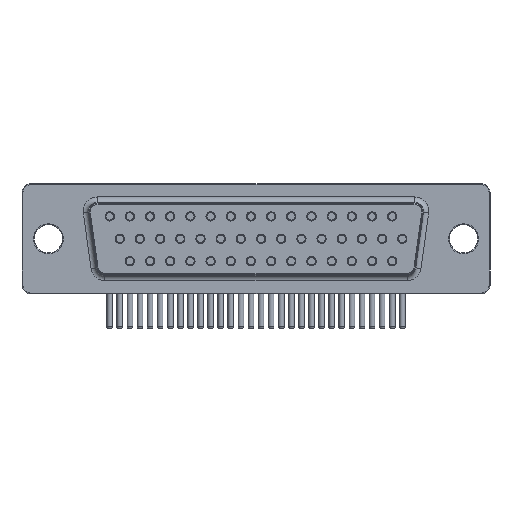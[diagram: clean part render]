
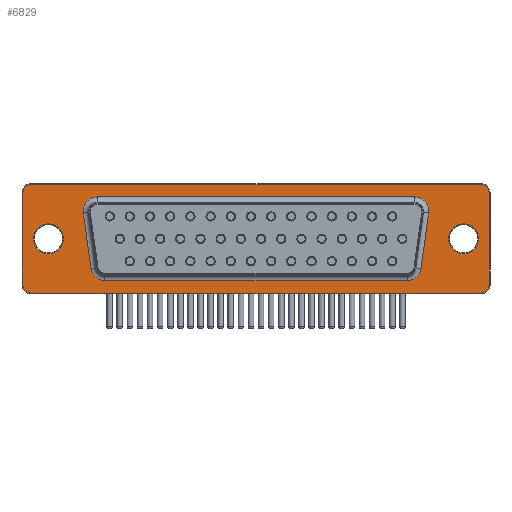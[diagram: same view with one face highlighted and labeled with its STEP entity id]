
A CAD part, front view. The second image highlights one B-rep face of the part: STEP entity #6829.
In plain terms, the highlighted planar face has unit normal (0, -1, 0).
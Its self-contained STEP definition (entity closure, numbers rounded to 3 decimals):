
#6578 = VERTEX_POINT('',#6579);
#6579 = CARTESIAN_POINT('',(-41.908,-14.78,1.));
#6586 = EDGE_CURVE('',#6578,#6587,#6589,.T.);
#6587 = VERTEX_POINT('',#6588);
#6588 = CARTESIAN_POINT('',(-41.908,-14.78,11.5));
#6589 = LINE('',#6590,#6591);
#6590 = CARTESIAN_POINT('',(-41.908,-14.78,1.));
#6591 = VECTOR('',#6592,1.);
#6592 = DIRECTION('',(0.,0.,1.));
#6613 = VERTEX_POINT('',#6614);
#6614 = CARTESIAN_POINT('',(-41.008,-14.78,12.4));
#6621 = EDGE_CURVE('',#6587,#6613,#6622,.T.);
#6622 = CIRCLE('',#6623,0.9);
#6623 = AXIS2_PLACEMENT_3D('',#6624,#6625,#6626);
#6624 = CARTESIAN_POINT('',(-41.008,-14.78,11.5));
#6625 = DIRECTION('',(0.,1.,0.));
#6626 = DIRECTION('',(-1.,0.,0.));
#6637 = VERTEX_POINT('',#6638);
#6638 = CARTESIAN_POINT('',(-41.008,-14.78,0.1));
#6647 = EDGE_CURVE('',#6637,#6578,#6648,.T.);
#6648 = CIRCLE('',#6649,0.9);
#6649 = AXIS2_PLACEMENT_3D('',#6650,#6651,#6652);
#6650 = CARTESIAN_POINT('',(-41.008,-14.78,1.));
#6651 = DIRECTION('',(0.,1.,0.));
#6652 = DIRECTION('',(0.,0.,-1.));
#6663 = EDGE_CURVE('',#6613,#6664,#6666,.T.);
#6664 = VERTEX_POINT('',#6665);
#6665 = CARTESIAN_POINT('',(10.093,-14.78,12.4));
#6666 = LINE('',#6667,#6668);
#6667 = CARTESIAN_POINT('',(-41.008,-14.78,12.4));
#6668 = VECTOR('',#6669,1.);
#6669 = DIRECTION('',(1.,0.,0.));
#6688 = VERTEX_POINT('',#6689);
#6689 = CARTESIAN_POINT('',(10.093,-14.78,0.1));
#6696 = EDGE_CURVE('',#6688,#6637,#6697,.T.);
#6697 = LINE('',#6698,#6699);
#6698 = CARTESIAN_POINT('',(10.093,-14.78,0.1));
#6699 = VECTOR('',#6700,1.);
#6700 = DIRECTION('',(-1.,0.,0.));
#6715 = VERTEX_POINT('',#6716);
#6716 = CARTESIAN_POINT('',(10.993,-14.78,11.5));
#6723 = EDGE_CURVE('',#6664,#6715,#6724,.T.);
#6724 = CIRCLE('',#6725,0.9);
#6725 = AXIS2_PLACEMENT_3D('',#6726,#6727,#6728);
#6726 = CARTESIAN_POINT('',(10.093,-14.78,11.5));
#6727 = DIRECTION('',(0.,1.,0.));
#6728 = DIRECTION('',(0.,0.,1.));
#6739 = VERTEX_POINT('',#6740);
#6740 = CARTESIAN_POINT('',(10.993,-14.78,1.));
#6749 = EDGE_CURVE('',#6739,#6688,#6750,.T.);
#6750 = CIRCLE('',#6751,0.9);
#6751 = AXIS2_PLACEMENT_3D('',#6752,#6753,#6754);
#6752 = CARTESIAN_POINT('',(10.093,-14.78,1.));
#6753 = DIRECTION('',(0.,1.,0.));
#6754 = DIRECTION('',(1.,0.,0.));
#6765 = EDGE_CURVE('',#6715,#6739,#6766,.T.);
#6766 = LINE('',#6767,#6768);
#6767 = CARTESIAN_POINT('',(10.993,-14.78,11.5));
#6768 = VECTOR('',#6769,1.);
#6769 = DIRECTION('',(0.,0.,-1.));
#6782 = VERTEX_POINT('',#6783);
#6783 = CARTESIAN_POINT('',(9.793,-14.78,6.25));
#6792 = EDGE_CURVE('',#6782,#6782,#6793,.T.);
#6793 = CIRCLE('',#6794,1.7);
#6794 = AXIS2_PLACEMENT_3D('',#6795,#6796,#6797);
#6795 = CARTESIAN_POINT('',(8.093,-14.78,6.25));
#6796 = DIRECTION('',(0.,-1.,0.));
#6797 = DIRECTION('',(1.,0.,0.));
#6808 = VERTEX_POINT('',#6809);
#6809 = CARTESIAN_POINT('',(-37.308,-14.78,6.25));
#6818 = EDGE_CURVE('',#6808,#6808,#6819,.T.);
#6819 = CIRCLE('',#6820,1.7);
#6820 = AXIS2_PLACEMENT_3D('',#6821,#6822,#6823);
#6821 = CARTESIAN_POINT('',(-39.008,-14.78,6.25));
#6822 = DIRECTION('',(0.,-1.,0.));
#6823 = DIRECTION('',(1.,0.,0.));
#6829 = ADVANCED_FACE('',(#6830,#6900,#6910,#6913),#6916,.T.);
#6830 = FACE_BOUND('',#6831,.T.);
#6831 = EDGE_LOOP('',(#6832,#6843,#6851,#6860,#6868,#6877,#6885,#6894));
#6832 = ORIENTED_EDGE('',*,*,#6833,.T.);
#6833 = EDGE_CURVE('',#6834,#6836,#6838,.T.);
#6834 = VERTEX_POINT('',#6835);
#6835 = CARTESIAN_POINT('',(3.261,-14.78,2.881));
#6836 = VERTEX_POINT('',#6837);
#6837 = CARTESIAN_POINT('',(1.676,-14.78,1.5));
#6838 = CIRCLE('',#6839,1.6);
#6839 = AXIS2_PLACEMENT_3D('',#6840,#6841,#6842);
#6840 = CARTESIAN_POINT('',(1.676,-14.78,3.1));
#6841 = DIRECTION('',(0.,1.,0.));
#6842 = DIRECTION('',(0.991,0.,-0.137
));
#6843 = ORIENTED_EDGE('',*,*,#6844,.T.);
#6844 = EDGE_CURVE('',#6836,#6845,#6847,.T.);
#6845 = VERTEX_POINT('',#6846);
#6846 = CARTESIAN_POINT('',(-32.591,-14.78,1.5));
#6847 = LINE('',#6848,#6849);
#6848 = CARTESIAN_POINT('',(1.676,-14.78,1.5));
#6849 = VECTOR('',#6850,1.);
#6850 = DIRECTION('',(-1.,0.,0.));
#6851 = ORIENTED_EDGE('',*,*,#6852,.T.);
#6852 = EDGE_CURVE('',#6845,#6853,#6855,.T.);
#6853 = VERTEX_POINT('',#6854);
#6854 = CARTESIAN_POINT('',(-34.176,-14.78,2.881));
#6855 = CIRCLE('',#6856,1.6);
#6856 = AXIS2_PLACEMENT_3D('',#6857,#6858,#6859);
#6857 = CARTESIAN_POINT('',(-32.591,-14.78,3.1));
#6858 = DIRECTION('',(0.,1.,0.));
#6859 = DIRECTION('',(0.,0.,-1.));
#6860 = ORIENTED_EDGE('',*,*,#6861,.T.);
#6861 = EDGE_CURVE('',#6853,#6862,#6864,.T.);
#6862 = VERTEX_POINT('',#6863);
#6863 = CARTESIAN_POINT('',(-35.045,-14.78,9.181));
#6864 = LINE('',#6865,#6866);
#6865 = CARTESIAN_POINT('',(-34.176,-14.78,2.881));
#6866 = VECTOR('',#6867,1.);
#6867 = DIRECTION('',(-0.137,0.,0.991
));
#6868 = ORIENTED_EDGE('',*,*,#6869,.T.);
#6869 = EDGE_CURVE('',#6862,#6870,#6872,.T.);
#6870 = VERTEX_POINT('',#6871);
#6871 = CARTESIAN_POINT('',(-33.46,-14.78,11.));
#6872 = CIRCLE('',#6873,1.6);
#6873 = AXIS2_PLACEMENT_3D('',#6874,#6875,#6876);
#6874 = CARTESIAN_POINT('',(-33.46,-14.78,9.4));
#6875 = DIRECTION('',(0.,1.,0.));
#6876 = DIRECTION('',(-0.991,0.,
-0.137));
#6877 = ORIENTED_EDGE('',*,*,#6878,.T.);
#6878 = EDGE_CURVE('',#6870,#6879,#6881,.T.);
#6879 = VERTEX_POINT('',#6880);
#6880 = CARTESIAN_POINT('',(2.545,-14.78,11.));
#6881 = LINE('',#6882,#6883);
#6882 = CARTESIAN_POINT('',(-33.46,-14.78,11.));
#6883 = VECTOR('',#6884,1.);
#6884 = DIRECTION('',(1.,0.,0.));
#6885 = ORIENTED_EDGE('',*,*,#6886,.T.);
#6886 = EDGE_CURVE('',#6879,#6887,#6889,.T.);
#6887 = VERTEX_POINT('',#6888);
#6888 = CARTESIAN_POINT('',(4.13,-14.78,9.181));
#6889 = CIRCLE('',#6890,1.6);
#6890 = AXIS2_PLACEMENT_3D('',#6891,#6892,#6893);
#6891 = CARTESIAN_POINT('',(2.545,-14.78,9.4));
#6892 = DIRECTION('',(0.,1.,0.));
#6893 = DIRECTION('',(0.,0.,1.));
#6894 = ORIENTED_EDGE('',*,*,#6895,.T.);
#6895 = EDGE_CURVE('',#6887,#6834,#6896,.T.);
#6896 = LINE('',#6897,#6898);
#6897 = CARTESIAN_POINT('',(4.13,-14.78,9.181));
#6898 = VECTOR('',#6899,1.);
#6899 = DIRECTION('',(-0.137,0.,
-0.991));
#6900 = FACE_BOUND('',#6901,.T.);
#6901 = EDGE_LOOP('',(#6902,#6903,#6904,#6905,#6906,#6907,#6908,#6909));
#6902 = ORIENTED_EDGE('',*,*,#6647,.F.);
#6903 = ORIENTED_EDGE('',*,*,#6696,.F.);
#6904 = ORIENTED_EDGE('',*,*,#6749,.F.);
#6905 = ORIENTED_EDGE('',*,*,#6765,.F.);
#6906 = ORIENTED_EDGE('',*,*,#6723,.F.);
#6907 = ORIENTED_EDGE('',*,*,#6663,.F.);
#6908 = ORIENTED_EDGE('',*,*,#6621,.F.);
#6909 = ORIENTED_EDGE('',*,*,#6586,.F.);
#6910 = FACE_BOUND('',#6911,.T.);
#6911 = EDGE_LOOP('',(#6912));
#6912 = ORIENTED_EDGE('',*,*,#6792,.F.);
#6913 = FACE_BOUND('',#6914,.T.);
#6914 = EDGE_LOOP('',(#6915));
#6915 = ORIENTED_EDGE('',*,*,#6818,.F.);
#6916 = PLANE('',#6917);
#6917 = AXIS2_PLACEMENT_3D('',#6918,#6919,#6920);
#6918 = CARTESIAN_POINT('',(-15.458,-14.78,6.25));
#6919 = DIRECTION('',(0.,-1.,0.));
#6920 = DIRECTION('',(1.,0.,0.));
